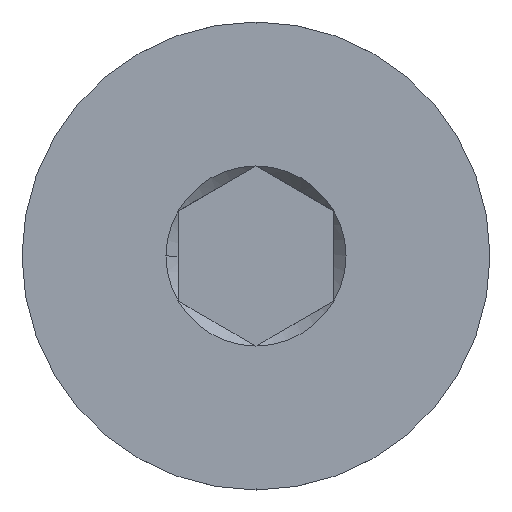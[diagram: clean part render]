
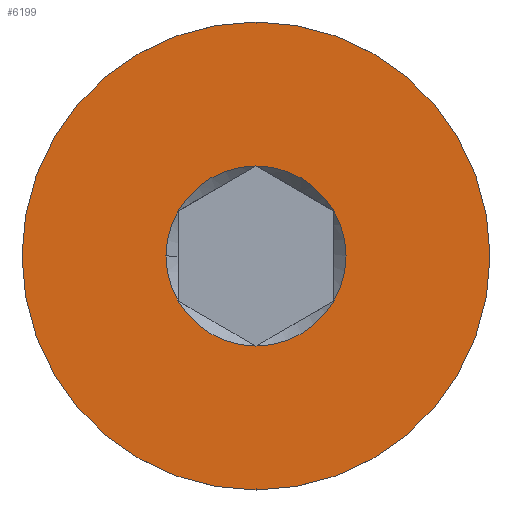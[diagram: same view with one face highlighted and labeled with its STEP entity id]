
A CAD part, top view. The second image highlights one B-rep face of the part: STEP entity #6199.
In plain terms, the highlighted planar face has unit normal (0, 0, 1).
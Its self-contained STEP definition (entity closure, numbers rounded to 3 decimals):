
#100 = CARTESIAN_POINT ( 'NONE',  ( 0., 0., 12.5 ) ) ;
#164 = CARTESIAN_POINT ( 'NONE',  ( 0., 0., 12.5 ) ) ;
#337 = CARTESIAN_POINT ( 'NONE',  ( 0., 0., 12.5 ) ) ;
#481 = VERTEX_POINT ( 'NONE', #3390 ) ;
#561 = DIRECTION ( 'NONE',  ( 0., 0., -1. ) ) ;
#730 = CARTESIAN_POINT ( 'NONE',  ( 1., -0.577, 12.5 ) ) ;
#765 = CARTESIAN_POINT ( 'NONE',  ( -1., 0.577, 12.5 ) ) ;
#1037 = CARTESIAN_POINT ( 'NONE',  ( 0., 1.155, 12.5 ) ) ;
#1116 = VERTEX_POINT ( 'NONE', #730 ) ;
#1347 = PLANE ( 'NONE',  #7287 ) ;
#1497 = CARTESIAN_POINT ( 'NONE',  ( 0., 0., 12.5 ) ) ;
#1558 = AXIS2_PLACEMENT_3D ( 'NONE', #337, #561, #2743 ) ;
#1622 = EDGE_CURVE ( 'NONE', #2600, #8288, #7809, .T. ) ;
#1625 = DIRECTION ( 'NONE',  ( 0., 0., -1. ) ) ;
#1685 = DIRECTION ( 'NONE',  ( -1., 0., 0. ) ) ;
#1861 = CARTESIAN_POINT ( 'NONE',  ( 0., -3., 12.5 ) ) ;
#1874 = DIRECTION ( 'NONE',  ( -1., 0., 0. ) ) ;
#2159 = AXIS2_PLACEMENT_3D ( 'NONE', #3497, #9270, #6336 ) ;
#2162 = EDGE_CURVE ( 'NONE', #6727, #481, #3615, .T. ) ;
#2229 = EDGE_CURVE ( 'NONE', #2777, #1116, #6934, .T. ) ;
#2248 = FACE_BOUND ( 'NONE', #4559, .T. ) ;
#2355 = DIRECTION ( 'NONE',  ( 0., 0., -1. ) ) ;
#2597 = AXIS2_PLACEMENT_3D ( 'NONE', #7220, #2925, #5723 ) ;
#2600 = VERTEX_POINT ( 'NONE', #765 ) ;
#2696 = FACE_OUTER_BOUND ( 'NONE', #5976, .T. ) ;
#2723 = AXIS2_PLACEMENT_3D ( 'NONE', #9414, #4195, #8579 ) ;
#2743 = DIRECTION ( 'NONE',  ( -1., 0., 0. ) ) ;
#2777 = VERTEX_POINT ( 'NONE', #3767 ) ;
#2923 = VERTEX_POINT ( 'NONE', #3267 ) ;
#2925 = DIRECTION ( 'NONE',  ( 0., 0., -1. ) ) ;
#3045 = DIRECTION ( 'NONE',  ( -1., 0., 0. ) ) ;
#3053 = DIRECTION ( 'NONE',  ( 0., 0., -1. ) ) ;
#3125 = VERTEX_POINT ( 'NONE', #3324 ) ;
#3267 = CARTESIAN_POINT ( 'NONE',  ( -1.155, 0., 12.5 ) ) ;
#3324 = CARTESIAN_POINT ( 'NONE',  ( -1., -0.577, 12.5 ) ) ;
#3390 = CARTESIAN_POINT ( 'NONE',  ( 0., 3., 12.5 ) ) ;
#3497 = CARTESIAN_POINT ( 'NONE',  ( 0., 0., 12.5 ) ) ;
#3615 = CIRCLE ( 'NONE', #2723, 3. ) ;
#3718 = CIRCLE ( 'NONE', #7646, 1.155 ) ;
#3767 = CARTESIAN_POINT ( 'NONE',  ( 1., 0.577, 12.5 ) ) ;
#3791 = ORIENTED_EDGE ( 'NONE', *, *, #5472, .T. ) ;
#3905 = ORIENTED_EDGE ( 'NONE', *, *, #2229, .T. ) ;
#4143 = EDGE_CURVE ( 'NONE', #481, #6727, #8623, .T. ) ;
#4195 = DIRECTION ( 'NONE',  ( 0., 0., 1. ) ) ;
#4222 = AXIS2_PLACEMENT_3D ( 'NONE', #100, #3053, #7418 ) ;
#4297 = ORIENTED_EDGE ( 'NONE', *, *, #7136, .T. ) ;
#4559 = EDGE_LOOP ( 'NONE', ( #5352, #5909, #3905, #8775, #4297, #6605, #3791 ) ) ;
#5271 = ORIENTED_EDGE ( 'NONE', *, *, #4143, .T. ) ;
#5352 = ORIENTED_EDGE ( 'NONE', *, *, #1622, .T. ) ;
#5472 = EDGE_CURVE ( 'NONE', #2923, #2600, #3718, .T. ) ;
#5661 = DIRECTION ( 'NONE',  ( 0., 0., -1. ) ) ;
#5672 = DIRECTION ( 'NONE',  ( 0., 0., -1. ) ) ;
#5723 = DIRECTION ( 'NONE',  ( -1., 0., 0. ) ) ;
#5844 = AXIS2_PLACEMENT_3D ( 'NONE', #8611, #5672, #6420 ) ;
#5909 = ORIENTED_EDGE ( 'NONE', *, *, #8683, .T. ) ;
#5976 = EDGE_LOOP ( 'NONE', ( #6824, #5271 ) ) ;
#6155 = CIRCLE ( 'NONE', #4222, 1.155 ) ;
#6197 = EDGE_CURVE ( 'NONE', #3125, #2923, #9191, .T. ) ;
#6199 = ADVANCED_FACE ( 'NONE', ( #2696, #2248 ), #1347, .F. ) ;
#6336 = DIRECTION ( 'NONE',  ( 0., -1., 0. ) ) ;
#6383 = VERTEX_POINT ( 'NONE', #9368 ) ;
#6420 = DIRECTION ( 'NONE',  ( -1., 0., 0. ) ) ;
#6605 = ORIENTED_EDGE ( 'NONE', *, *, #6197, .T. ) ;
#6727 = VERTEX_POINT ( 'NONE', #1861 ) ;
#6824 = ORIENTED_EDGE ( 'NONE', *, *, #2162, .T. ) ;
#6934 = CIRCLE ( 'NONE', #5844, 1.155 ) ;
#7021 = CARTESIAN_POINT ( 'NONE',  ( 0., 0., 12.5 ) ) ;
#7100 = DIRECTION ( 'NONE',  ( 0., 1., 0. ) ) ;
#7136 = EDGE_CURVE ( 'NONE', #6383, #3125, #6155, .T. ) ;
#7220 = CARTESIAN_POINT ( 'NONE',  ( 0., 0., 12.5 ) ) ;
#7287 = AXIS2_PLACEMENT_3D ( 'NONE', #9236, #5661, #7100 ) ;
#7418 = DIRECTION ( 'NONE',  ( -1., 0., 0. ) ) ;
#7646 = AXIS2_PLACEMENT_3D ( 'NONE', #1497, #1625, #3045 ) ;
#7752 = DIRECTION ( 'NONE',  ( 0., 0., -1. ) ) ;
#7809 = CIRCLE ( 'NONE', #7972, 1.155 ) ;
#7972 = AXIS2_PLACEMENT_3D ( 'NONE', #164, #2355, #1685 ) ;
#8217 = AXIS2_PLACEMENT_3D ( 'NONE', #7021, #7752, #1874 ) ;
#8288 = VERTEX_POINT ( 'NONE', #1037 ) ;
#8579 = DIRECTION ( 'NONE',  ( 0., -1., 0. ) ) ;
#8611 = CARTESIAN_POINT ( 'NONE',  ( 0., 0., 12.5 ) ) ;
#8623 = CIRCLE ( 'NONE', #2159, 3. ) ;
#8666 = CIRCLE ( 'NONE', #8217, 1.155 ) ;
#8683 = EDGE_CURVE ( 'NONE', #8288, #2777, #8901, .T. ) ;
#8775 = ORIENTED_EDGE ( 'NONE', *, *, #9241, .T. ) ;
#8901 = CIRCLE ( 'NONE', #2597, 1.155 ) ;
#9191 = CIRCLE ( 'NONE', #1558, 1.155 ) ;
#9236 = CARTESIAN_POINT ( 'NONE',  ( 0., 0., 12.5 ) ) ;
#9241 = EDGE_CURVE ( 'NONE', #1116, #6383, #8666, .T. ) ;
#9270 = DIRECTION ( 'NONE',  ( 0., 0., 1. ) ) ;
#9368 = CARTESIAN_POINT ( 'NONE',  ( 0., -1.155, 12.5 ) ) ;
#9414 = CARTESIAN_POINT ( 'NONE',  ( 0., 0., 12.5 ) ) ;
